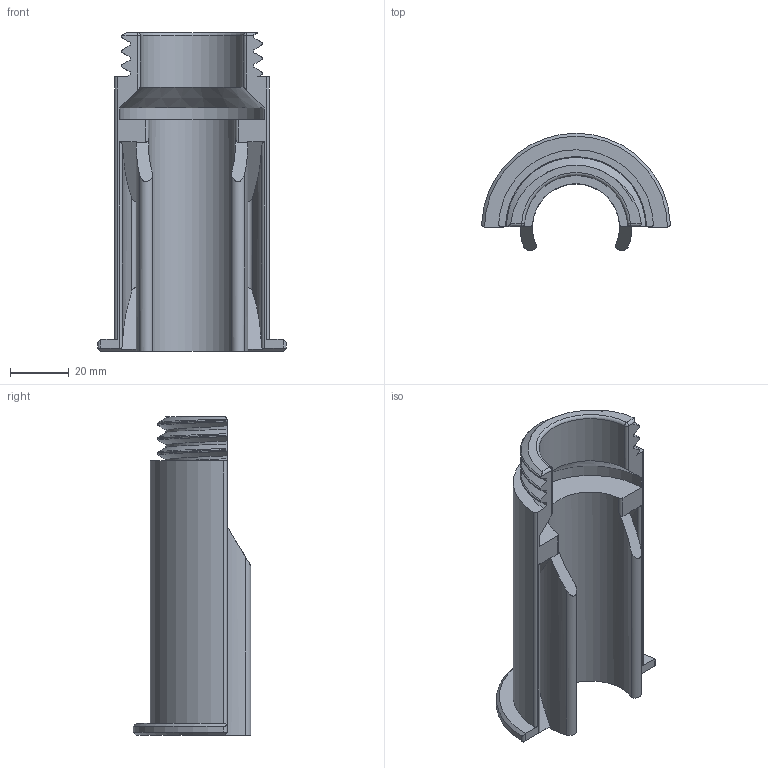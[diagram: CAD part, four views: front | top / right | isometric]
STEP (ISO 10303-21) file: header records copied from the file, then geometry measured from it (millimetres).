
FILE_DESCRIPTION(/* description */ (''),/* implementation_level */ '2;1');
FILE_NAME(/* name */ 'spindle-part-a.step',/* time_stamp */ '2025-09-30T22:13:17-04:00',/* author */ (''),/* organization */ (''),/* preprocessor_version */ 'ST-DEVELOPER v20.1',/* originating_system */ 'Autodesk Translation Framework v14.17.0.0',/* authorisation */ '');
FILE_SCHEMA (('AUTOMOTIVE_DESIGN { 1 0 10303 214 3 1 1 }'));
Length unit declared in the file: millimetre
Products named in the file (1): spindle-part-a
Bounding box: 63.95 x 39.83 x 108 mm (x, y, z)
Volume: 68034.8 mm3; surface area: 24201.1 mm2
Topology: 1 solids, 1 shells, 97 faces, 281 edges, 186 vertices
Faces by surface type: cylinder 34, plane 29, bspline 28, cone 3, sphere 2, torus 1
Entity records: 4683 total; most frequent: CARTESIAN_POINT 2334, ORIENTED_EDGE 562, DIRECTION 380, EDGE_CURVE 281, VERTEX_POINT 186, AXIS2_PLACEMENT_3D 140, B_SPLINE_CURVE_WITH_KNOTS 107, LINE 100
